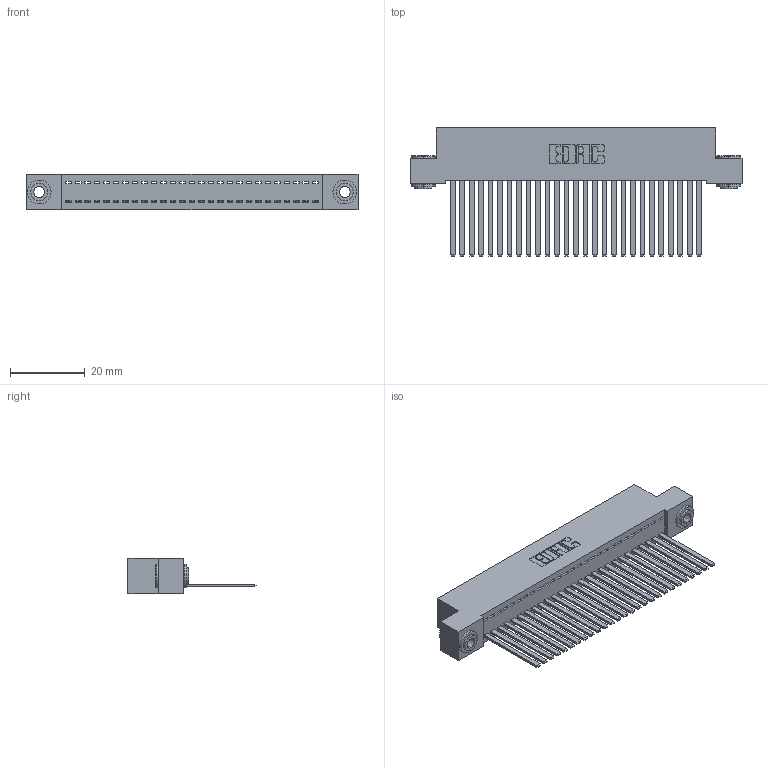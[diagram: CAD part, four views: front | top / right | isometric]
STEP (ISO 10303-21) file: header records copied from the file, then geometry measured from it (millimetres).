
FILE_DESCRIPTION (( 'STEP AP203' ), '1' );
FILE_NAME ('342-027-544-103.STEP', '2019-10-02T02:16:49', ( '' ), ( '' ), 'SwSTEP 2.0', 'SolidWorks 2016', '' );
FILE_SCHEMA (( 'CONFIG_CONTROL_DESIGN' ));
Length unit declared in the file: inch
Products named in the file (4): 342-027-544-103; 342 Part_.156 TH; 345-292-001_345-293-144; 342-250-002_345-250-002-102
Assembly tree (30 placements, depth 2):
  342-027-544-103
    342 Part_.156 TH
    345-292-001_345-293-144  x27
    342-250-002_345-250-002-102  x2
Bounding box: 88.9 x 34.3 x 9.4 mm (x, y, z)
Volume: 8075 mm3; surface area: 12693.8 mm2
Topology: 30 solids, 30 shells, 1552 faces, 4641 edges, 3054 vertices
Faces by surface type: plane 1102, cylinder 442, cone 8
Entity records: 18780 total; most frequent: CARTESIAN_POINT 3218, ORIENTED_EDGE 3174, DIRECTION 2775, EDGE_CURVE 1587, VECTOR 1439, LINE 1439, VERTEX_POINT 1054, AXIS2_PLACEMENT_3D 668
